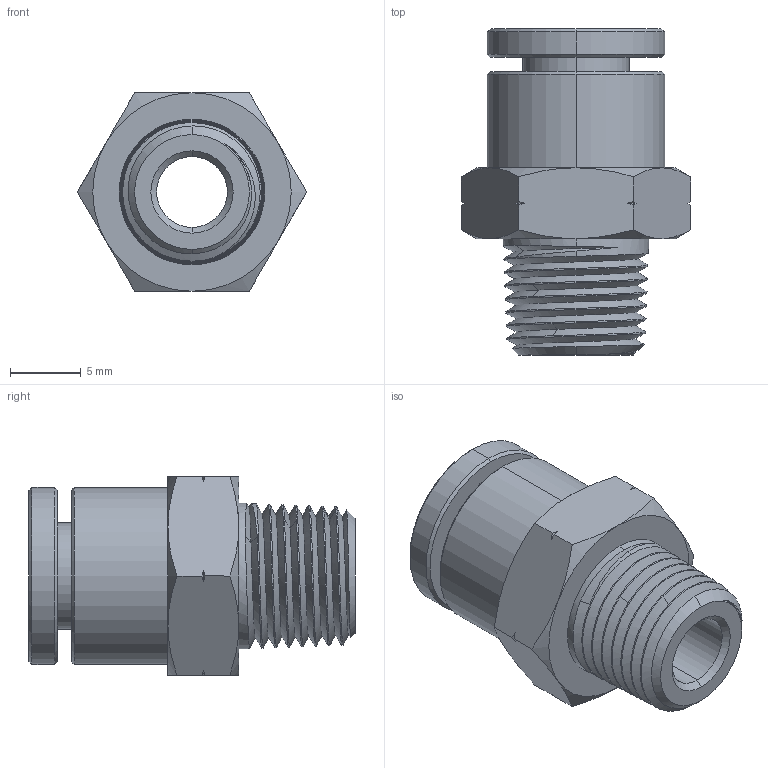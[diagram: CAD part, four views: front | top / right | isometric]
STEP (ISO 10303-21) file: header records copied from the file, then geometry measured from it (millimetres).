
FILE_DESCRIPTION (( 'STEP AP203' ), '1' );
FILE_NAME ('MCS1-4N1-8W.STEP', '2016-10-20T17:32:05', ( '' ), ( '' ), 'SwSTEP 2.0', 'SolidWorks 2016', '' );
FILE_SCHEMA (( 'CONFIG_CONTROL_DESIGN' ));
Length unit declared in the file: millimetre
Products named in the file (1): MCS1-4N1-8W
Bounding box: 16.17 x 23 x 14 mm (x, y, z)
Volume: 1672.1 mm3; surface area: 3233.5 mm2
Topology: 6 solids, 6 shells, 368 faces, 1000 edges, 649 vertices
Faces by surface type: cone 153, plane 115, cylinder 60, bspline 40
Entity records: 42839 total; most frequent: CARTESIAN_POINT 34167, ORIENTED_EDGE 2000, DIRECTION 1550, EDGE_CURVE 1000, VERTEX_POINT 649, AXIS2_PLACEMENT_3D 642, B_SPLINE_CURVE_WITH_KNOTS 421, EDGE_LOOP 385
